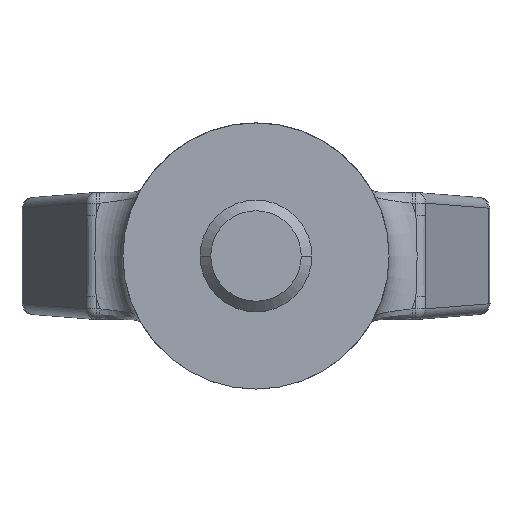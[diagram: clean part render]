
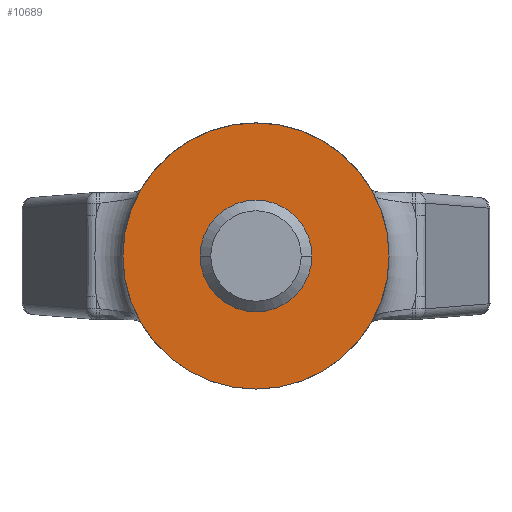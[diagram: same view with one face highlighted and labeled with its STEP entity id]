
A CAD part, front view. The second image highlights one B-rep face of the part: STEP entity #10689.
In plain terms, the highlighted planar face has unit normal (0, -1, 0).
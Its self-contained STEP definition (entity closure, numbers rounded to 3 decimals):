
#2343=CARTESIAN_POINT('',(0.,-86.,0.));
#2344=DIRECTION('',(0.,-1.,0.));
#2345=DIRECTION('',(-1.,0.,0.));
#2346=AXIS2_PLACEMENT_3D('',#2343,#2344,#2345);
#2348=CARTESIAN_POINT('',(0.,-86.,0.));
#2349=DIRECTION('',(0.,1.,0.));
#2350=DIRECTION('',(-1.,0.,0.));
#2351=AXIS2_PLACEMENT_3D('',#2348,#2349,#2350);
#5532=CARTESIAN_POINT('',(-50.,-86.,0.));
#5533=CARTESIAN_POINT('',(50.,-86.,0.));
#5534=VERTEX_POINT('',#5532);
#5535=VERTEX_POINT('',#5533);
#10680=CARTESIAN_POINT('',(0.,-86.,0.));
#10681=DIRECTION('',(0.,1.,0.));
#10682=DIRECTION('',(1.,0.,0.));
#10683=AXIS2_PLACEMENT_3D('',#10680,#10681,#10682);
#10684=PLANE('',#10683);
#10685=ORIENTED_EDGE('',*,*,#7729,.F.);
#10686=ORIENTED_EDGE('',*,*,#10646,.T.);
#10687=EDGE_LOOP('',(#10685,#10686));
#10688=FACE_OUTER_BOUND('',#10687,.F.);
#10689=ADVANCED_FACE('',(#10688),#10684,.F.);
#2347=CIRCLE('',#2346,50.);
#2352=CIRCLE('',#2351,50.);
#7729=EDGE_CURVE('',#5534,#5535,#2347,.T.);
#10646=EDGE_CURVE('',#5534,#5535,#2352,.T.);
